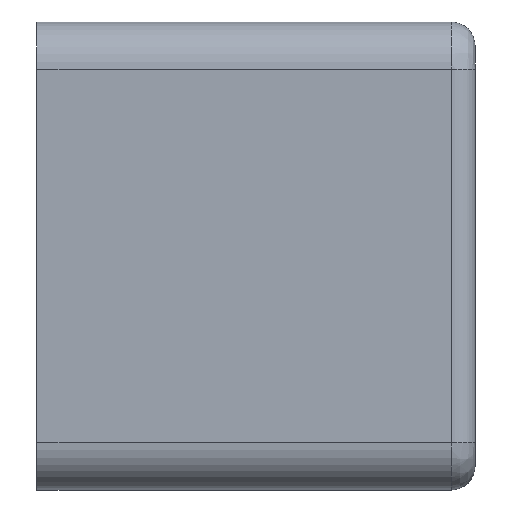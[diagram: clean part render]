
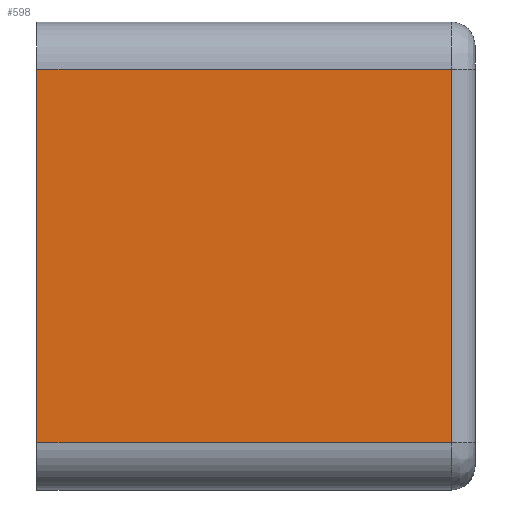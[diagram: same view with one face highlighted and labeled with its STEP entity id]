
A CAD part, top view. The second image highlights one B-rep face of the part: STEP entity #598.
In plain terms, the highlighted planar face has unit normal (0, 0, 1).
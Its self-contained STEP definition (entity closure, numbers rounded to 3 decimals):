
#37=PLANE('',#660);
#69=FACE_OUTER_BOUND('',#105,.T.);
#105=EDGE_LOOP('',(#524,#525,#526,#527));
#146=LINE('',#876,#202);
#172=LINE('',#943,#228);
#181=LINE('',#1003,#237);
#187=LINE('',#1034,#243);
#202=VECTOR('',#692,10.);
#228=VECTOR('',#750,10.);
#237=VECTOR('',#805,10.);
#243=VECTOR('',#827,10.);
#261=VERTEX_POINT('',#872);
#263=VERTEX_POINT('',#875);
#288=VERTEX_POINT('',#942);
#300=VERTEX_POINT('',#996);
#317=EDGE_CURVE('',#263,#261,#146,.T.);
#351=EDGE_CURVE('',#263,#288,#172,.T.);
#374=EDGE_CURVE('',#288,#300,#181,.T.);
#383=EDGE_CURVE('',#300,#261,#187,.T.);
#524=ORIENTED_EDGE('',*,*,#317,.T.);
#525=ORIENTED_EDGE('',*,*,#383,.F.);
#526=ORIENTED_EDGE('',*,*,#374,.F.);
#527=ORIENTED_EDGE('',*,*,#351,.F.);
#598=ADVANCED_FACE('',(#69),#37,.T.);
#660=AXIS2_PLACEMENT_3D('',#1035,#828,#829);
#692=DIRECTION('',(0.,-1.,0.));
#750=DIRECTION('',(1.,0.,0.));
#805=DIRECTION('',(0.,-1.,0.));
#827=DIRECTION('',(-1.,0.,0.));
#828=DIRECTION('center_axis',(0.,0.,1.));
#829=DIRECTION('ref_axis',(0.,1.,0.));
#872=CARTESIAN_POINT('',(77.5,12.114,60.));
#875=CARTESIAN_POINT('',(77.5,27.886,60.));
#876=CARTESIAN_POINT('',(77.5,20.25,60.));
#942=CARTESIAN_POINT('',(95.,27.886,60.));
#943=CARTESIAN_POINT('',(96.,27.886,60.));
#996=CARTESIAN_POINT('',(95.,12.114,60.));
#1003=CARTESIAN_POINT('',(95.,15.,60.));
#1034=CARTESIAN_POINT('',(96.,12.114,60.));
#1035=CARTESIAN_POINT('Origin',(96.,10.,60.));
